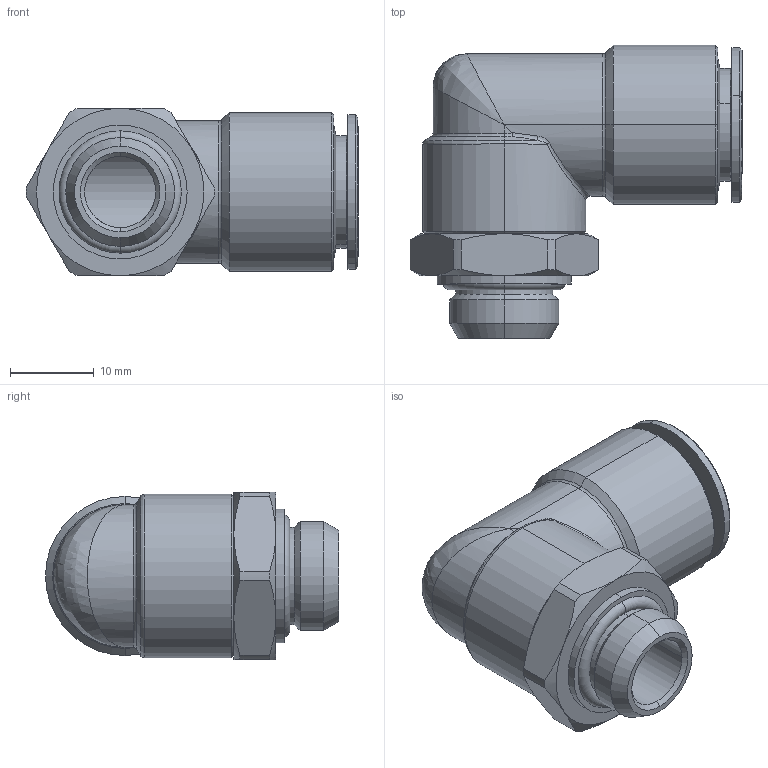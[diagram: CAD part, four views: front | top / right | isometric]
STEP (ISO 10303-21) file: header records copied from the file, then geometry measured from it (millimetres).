
FILE_DESCRIPTION (( 'STEP AP203' ), '1' );
FILE_NAME ('A0060062.STEP', '2009-01-16T14:51:00', ( 'UT1' ), ( 'sopra-pneumatic' ), 'SwSTEP 2.0', 'SolidWorks 2008', '' );
FILE_SCHEMA (( 'CONFIG_CONTROL_DESIGN' ));
Length unit declared in the file: millimetre
Products named in the file (1): A0060062
Bounding box: 39.65 x 35 x 20 mm (x, y, z)
Volume: 8734.9 mm3; surface area: 5505 mm2
Topology: 1 solids, 1 shells, 98 faces, 217 edges, 124 vertices
Faces by surface type: cone 37, cylinder 31, plane 14, torus 10, bspline 6
Entity records: 3348 total; most frequent: CARTESIAN_POINT 1155, DIRECTION 468, ORIENTED_EDGE 430, EDGE_CURVE 215, AXIS2_PLACEMENT_3D 204, VERTEX_POINT 124, CIRCLE 111, EDGE_LOOP 105
